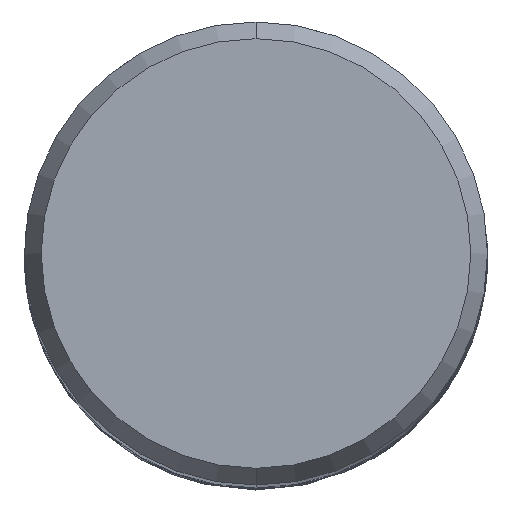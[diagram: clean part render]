
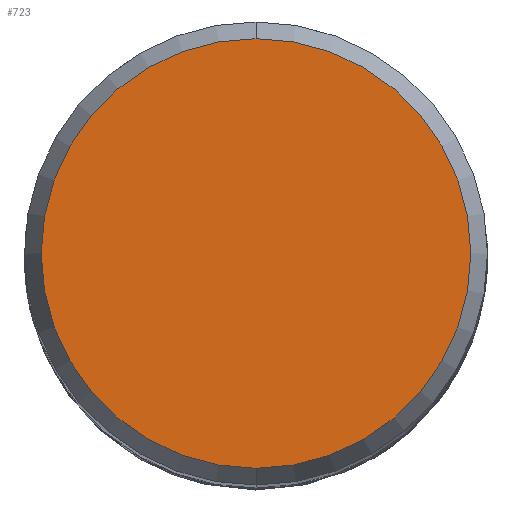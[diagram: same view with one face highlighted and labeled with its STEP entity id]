
A CAD part, top view. The second image highlights one B-rep face of the part: STEP entity #723.
In plain terms, the highlighted planar face has unit normal (0, 0, 1).
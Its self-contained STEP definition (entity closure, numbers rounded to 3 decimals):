
#723=ADVANCED_FACE('',(#1726),#1727,.T.);
#979=VERTEX_POINT('',#2005);
#1069=EDGE_CURVE('',#1351,#979,#2104,.T.);
#1155=EDGE_CURVE('',#979,#1351,#2204,.T.);
#1351=VERTEX_POINT('',#2420);
#1726=FACE_OUTER_BOUND('',#4443,.T.);
#1727=PLANE('',#4444);
#2005=CARTESIAN_POINT('',(0.,-7.423,0.0));
#2104=CIRCLE('',#10976,7.423);
#2204=CIRCLE('',#14439,7.423);
#2420=CARTESIAN_POINT('',(0.0,7.423,0.0));
#4443=EDGE_LOOP('',(#19828,#19829));
#4444=AXIS2_PLACEMENT_3D('',#19830,#19831,#19832);
#10976=AXIS2_PLACEMENT_3D('',#20169,#20170,#20171);
#14439=AXIS2_PLACEMENT_3D('',#20312,#20313,#20314);
#19828=ORIENTED_EDGE('',*,*,#1069,.F.);
#19829=ORIENTED_EDGE('',*,*,#1155,.F.);
#19830=CARTESIAN_POINT('',(0.0,3.711,0.0));
#19831=DIRECTION('',(-0.0,0.0,1.0));
#19832=DIRECTION('',(0.0,-1.0,0.0));
#20169=CARTESIAN_POINT('',(0.0,0.0,0.0));
#20170=DIRECTION('',(0.0,0.0,-1.0));
#20171=DIRECTION('',(0.0,1.0,0.0));
#20312=CARTESIAN_POINT('',(0.0,0.0,0.0));
#20313=DIRECTION('',(0.0,0.0,-1.0));
#20314=DIRECTION('',(0.0,1.0,0.0));
